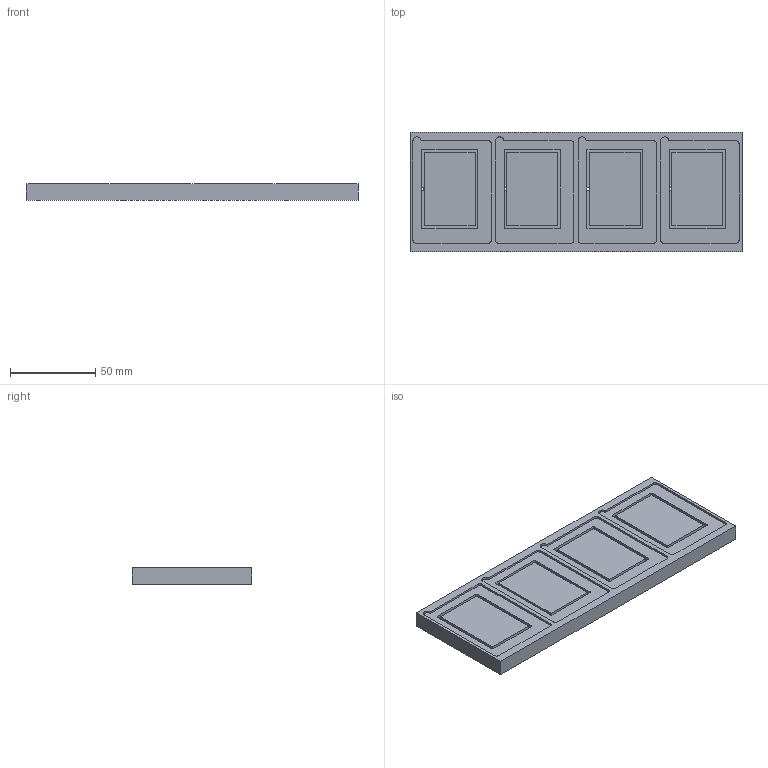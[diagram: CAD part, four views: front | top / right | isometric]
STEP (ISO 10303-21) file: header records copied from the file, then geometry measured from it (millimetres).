
FILE_DESCRIPTION(/* description */ (''),/* implementation_level */ '2;1');
FILE_NAME(/* name */ 'F10129574--_1-FIXTURE_ CMS2 ETL_ AL-N BASEPLATE HOLDING TOP FIXTURE2.stp',/* time_stamp */ '2020-07-09T16:00:31-05:00',/* author */ (''),/* organization */ (''),/* preprocessor_version */ 'ST-DEVELOPER v16',/* originating_system */ 'SIEMENS PLM Software NX 11.0',/* authorisation */ '');
FILE_SCHEMA (('AUTOMOTIVE_DESIGN { 1 0 10303 214 3 1 1 1 }'));
Length unit declared in the file: millimetre
Products named in the file (1): F10129574--_1-FIXTURE_ CMS2 ETL_ AL-N BASEPLATE HOLDING TOP FIXTURE2
Bounding box: 195 x 70 x 9.53 mm (x, y, z)
Volume: 114193.3 mm3; surface area: 35955.7 mm2
Topology: 1 solids, 1 shells, 102 faces, 276 edges, 180 vertices
Faces by surface type: plane 66, cylinder 36
Full cylindrical faces by diameter (mm): 1.587 x4
Entity records: 3935 total; most frequent: CARTESIAN_POINT 555, DIRECTION 554, ORIENTED_EDGE 544, EDGE_CURVE 272, LINE 196, VECTOR 196, VERTEX_POINT 180, AXIS2_PLACEMENT_3D 179
